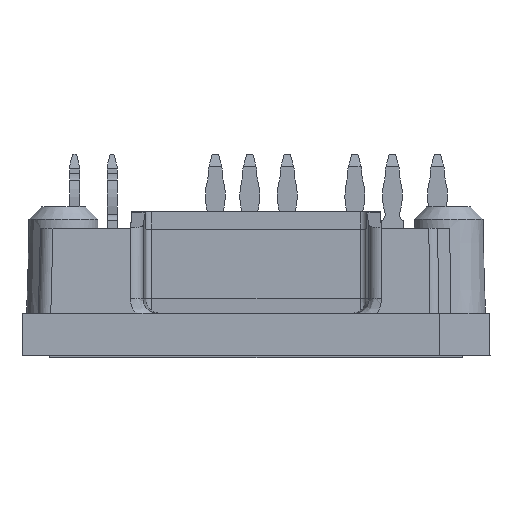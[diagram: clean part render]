
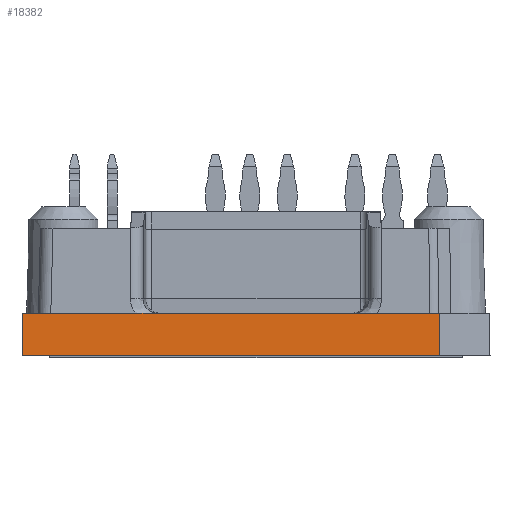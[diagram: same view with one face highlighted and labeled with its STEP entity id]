
A CAD part, left-side view. The second image highlights one B-rep face of the part: STEP entity #18382.
In plain terms, the highlighted planar face has unit normal (-1, 0, 0.018).
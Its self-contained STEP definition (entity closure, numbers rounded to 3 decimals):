
#1342=ORIENTED_EDGE('',*,*,#5204,.T.);
#1343=ORIENTED_EDGE('',*,*,#5205,.F.);
#1344=ORIENTED_EDGE('',*,*,#5202,.T.);
#1345=ORIENTED_EDGE('',*,*,#5155,.T.);
#5155=EDGE_CURVE('',#7037,#7041,#8347,.F.);
#5202=EDGE_CURVE('',#7082,#7037,#8386,.T.);
#5204=EDGE_CURVE('',#7041,#7083,#8388,.F.);
#5205=EDGE_CURVE('',#7082,#7083,#8389,.F.);
#7037=VERTEX_POINT('',#24982);
#7041=VERTEX_POINT('',#24990);
#7082=VERTEX_POINT('',#25086);
#7083=VERTEX_POINT('',#25090);
#8347=LINE('',#24991,#9809);
#8386=LINE('',#25085,#9848);
#8388=LINE('',#25089,#9850);
#8389=LINE('',#25091,#9851);
#9809=VECTOR('',#20970,1000.);
#9848=VECTOR('',#21039,1000.);
#9850=VECTOR('',#21043,1000.);
#9851=VECTOR('',#21044,1000.);
#11124=EDGE_LOOP('',(#1342,#1343,#1344,#1345));
#11942=FACE_BOUND('',#11124,.T.);
#12702=PLANE('',#19245);
#18382=ADVANCED_FACE('',(#11942),#12702,.T.);
#19245=AXIS2_PLACEMENT_3D('',#25088,#21041,#21042);
#20970=DIRECTION('',(0.,1.,0.));
#21039=DIRECTION('',(-0.017,0.017,-1.));
#21041=DIRECTION('',(-1.,0.,0.017));
#21042=DIRECTION('',(0.017,0.,1.));
#21043=DIRECTION('',(-0.017,-0.007,-1.));
#21044=DIRECTION('',(0.,1.,0.));
#24982=CARTESIAN_POINT('',(-41.,18.7,0.));
#24990=CARTESIAN_POINT('',(-41.,-14.7,0.));
#24991=CARTESIAN_POINT('',(-41.,0.,0.));
#25085=CARTESIAN_POINT('',(-40.994,18.694,0.326));
#25086=CARTESIAN_POINT('',(-40.941,18.641,3.4));
#25088=CARTESIAN_POINT('',(-41.,0.,0.));
#25089=CARTESIAN_POINT('',(-40.998,-14.699,0.134));
#25090=CARTESIAN_POINT('',(-40.941,-14.675,3.4));
#25091=CARTESIAN_POINT('',(-40.941,0.,3.4));
